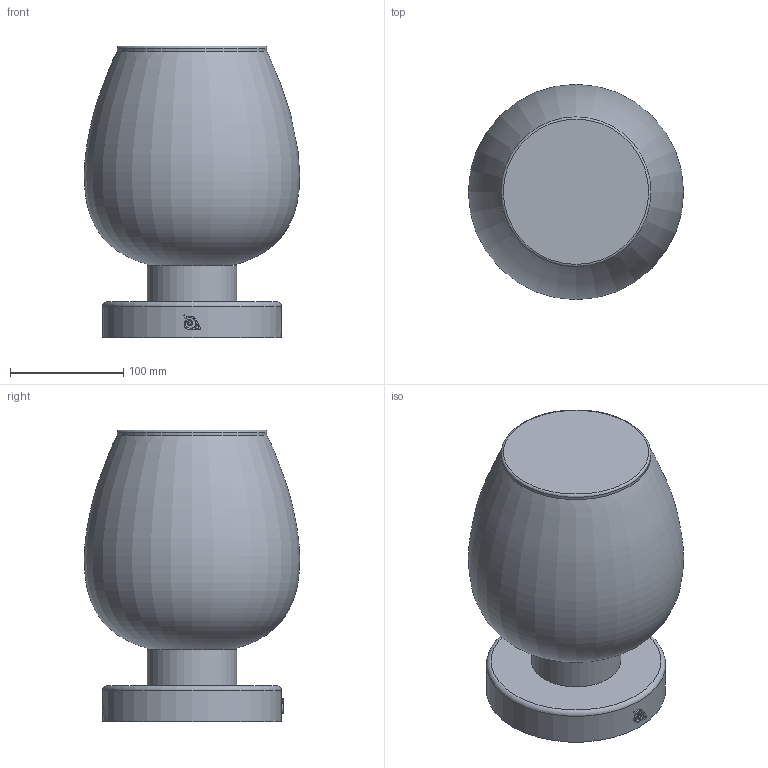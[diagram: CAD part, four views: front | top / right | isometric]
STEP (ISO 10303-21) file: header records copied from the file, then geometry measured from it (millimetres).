
FILE_DESCRIPTION(/* description */ ('STEP AP242 Edition 2','CAx-IF Rec.Pracs.---Representation and Presentation of Product Manufacturing Information (PMI)---4.0---2014-10-13','CAx-IF Rec.Pracs.---3D Tessellated Geometry---0.4---2014-09-14','2;1','CAx-IF Rec.Pracs.---User Defined Attributes---1.5---2016-08-15'),/* implementation_level */ '2;1');
FILE_NAME(/* name */ '6932530fed0be771a1a50cc7',/* time_stamp */ '2025-12-05T03:35:43Z',/* author */ (''),/* organization */ (''),/* preprocessor_version */ 'ST-DEVELOPER v20',/* originating_system */ 'ONSHAPE BY PTC INC, 1.207',/* authorisation */ ' ');
FILE_SCHEMA (('AP242_MANAGED_MODEL_BASED_3D_ENGINEERING_MIM_LF { 1 0 10303 442 3 1 4 }'));
Length unit declared in the file: metre
Products named in the file (4): Component2; Component1; Component3
Bounding box: 190.3 x 190.28 x 258 mm (x, y, z)
Volume: 1446017.4 mm3; surface area: 325744.7 mm2
Topology: 4 solids, 4 shells, 45 faces, 112 edges, 76 vertices
Faces by surface type: plane 20, bspline 12, cylinder 9, cone 2, torus 2
Full cylindrical faces by diameter (mm): 10 x1, 12.7 x1, 13 x2, 59.116 x1, 79.116 x1, 118.232 x1, 132.448 x1, 158.232 x1
Entity records: 6279 total; most frequent: CARTESIAN_POINT 5280, ORIENTED_EDGE 174, DIRECTION 151, EDGE_CURVE 87, FACE_BOUND 73, VERTEX_POINT 70, EDGE_LOOP 70, AXIS2_PLACEMENT_3D 60
